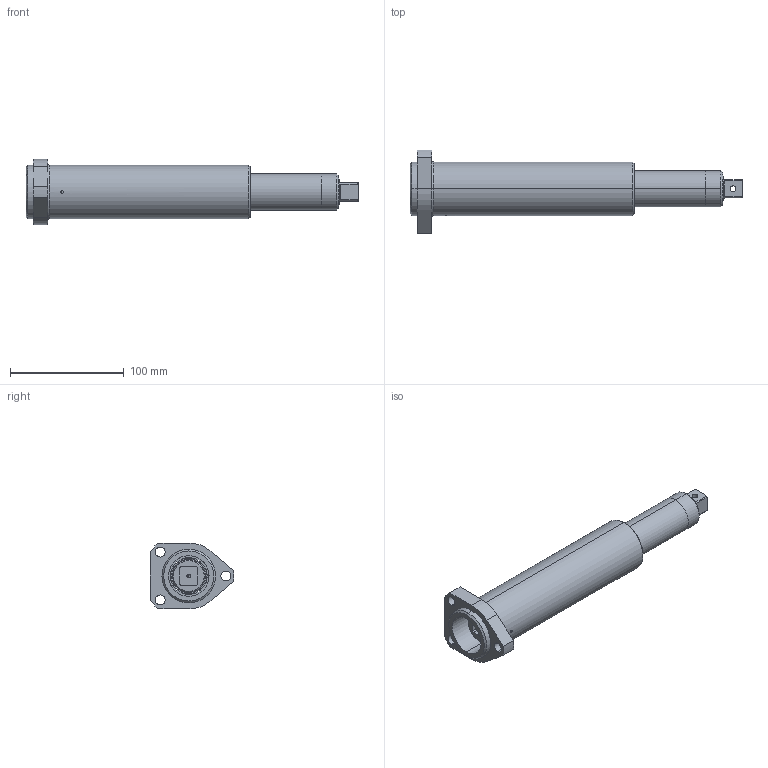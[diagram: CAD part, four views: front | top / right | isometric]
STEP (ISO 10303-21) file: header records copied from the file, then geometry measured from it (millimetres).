
FILE_DESCRIPTION (( 'STEP AP214' ), '1' );
FILE_NAME ('SA-3S3-3-62-62.STEP', '2019-10-14T14:07:24', ( '' ), ( '' ), 'SwSTEP 2.0', 'SolidWorks 2019', '' );
FILE_SCHEMA (( 'AUTOMOTIVE_DESIGN' ));
Length unit declared in the file: inch
Products named in the file (12): SA-047; J-2016-2; SA-074-1.375; SA-3S3-3-62-62; N-6-12-.62-1; J-2016-3; SA-363H; R-6-12-7.00-30-1; S-12-574-30-09; J-2016; J-2016-1
Assembly tree (14 placements, depth 3):
  SA-3S3-3-62-62
    SA-363H
    SA-047
    R-6-12-7.00-30-1
      S-12-574-30-09
      N-6-12-.62-1
    J-2016
      J-2016-1
      J-2016-2
      J-2016-3
    J-2016
      J-2016-1
      J-2016-2
      J-2016-3
    SA-074-1.375
Bounding box: 291.34 x 73.63 x 57.91 mm (x, y, z)
Volume: 279072.1 mm3; surface area: 140278.6 mm2
Topology: 17 solids, 17 shells, 316 faces, 766 edges, 491 vertices
Faces by surface type: cylinder 137, plane 89, bspline 48, cone 36, torus 6
Entity records: 9563 total; most frequent: CARTESIAN_POINT 2331, DIRECTION 1296, ORIENTED_EDGE 1148, EDGE_CURVE 574, AXIS2_PLACEMENT_3D 550, VERTEX_POINT 367, CIRCLE 314, EDGE_LOOP 285
